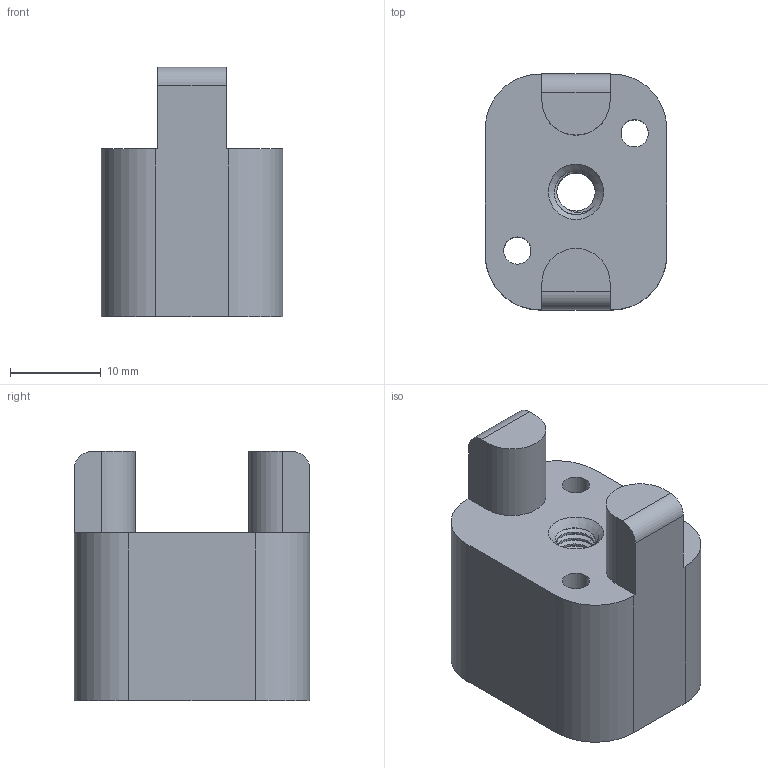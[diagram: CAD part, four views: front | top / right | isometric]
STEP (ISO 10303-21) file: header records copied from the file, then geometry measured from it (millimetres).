
FILE_DESCRIPTION(('FreeCAD Model'),'2;1');
FILE_NAME('Open CASCADE Shape Model','2025-04-21T10:53:41',('Author'),( ''),'Open CASCADE STEP processor 7.7','FreeCAD','Unknown');
FILE_SCHEMA(('AUTOMOTIVE_DESIGN { 1 0 10303 214 1 1 1 1 }'));
Length unit declared in the file: millimetre
Products named in the file (1): Taquet Base
Bounding box: 20 x 26 x 27.5 mm (x, y, z)
Volume: 9268.8 mm3; surface area: 3624.6 mm2
Topology: 1 solids, 1 shells, 93 faces, 229 edges, 138 vertices
Faces by surface type: bspline 69, plane 12, cylinder 11, cone 1
Full cylindrical faces by diameter (mm): 3 x2
Entity records: 10471 total; most frequent: CARTESIAN_POINT 8778, ORIENTED_EDGE 458, EDGE_CURVE 229, B_SPLINE_CURVE_WITH_KNOTS 164, DIRECTION 139, VERTEX_POINT 138, FACE_BOUND 99, EDGE_LOOP 99
